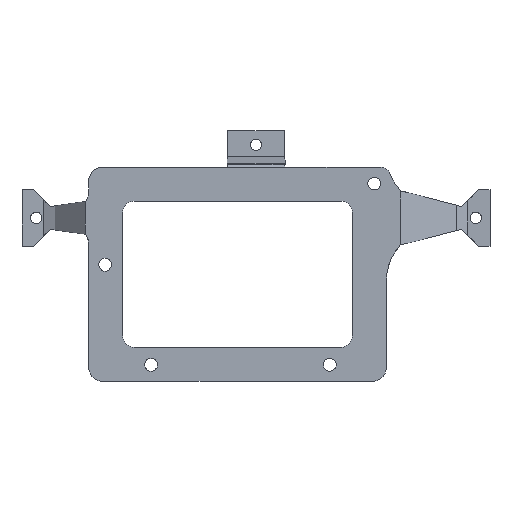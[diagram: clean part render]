
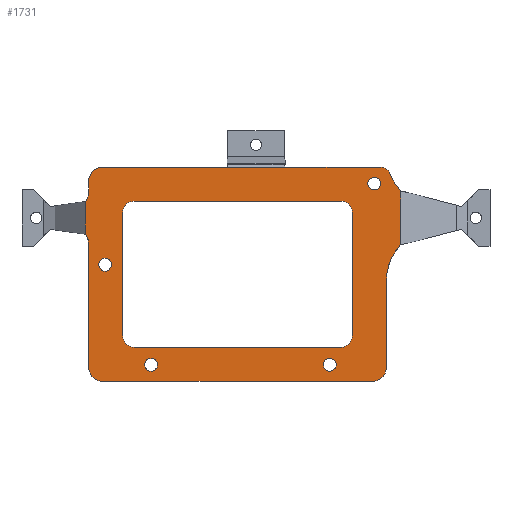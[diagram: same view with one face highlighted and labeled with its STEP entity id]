
A CAD part, top view. The second image highlights one B-rep face of the part: STEP entity #1731.
In plain terms, the highlighted planar face has unit normal (0, 0, 1).
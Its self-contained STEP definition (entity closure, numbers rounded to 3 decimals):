
#25=CIRCLE('',#1777,3.524);
#39=CIRCLE('',#1797,18.);
#40=CIRCLE('',#1799,18.);
#43=CIRCLE('',#1824,2.25);
#45=CIRCLE('',#1827,2.25);
#47=CIRCLE('',#1830,2.25);
#49=CIRCLE('',#1833,2.25);
#56=CIRCLE('',#1848,5.);
#57=CIRCLE('',#1851,5.);
#58=CIRCLE('',#1855,5.);
#59=CIRCLE('',#1858,4.);
#60=CIRCLE('',#1861,4.);
#61=CIRCLE('',#1864,4.);
#62=CIRCLE('',#1867,4.);
#63=CIRCLE('',#1877,5.);
#64=CIRCLE('',#1879,5.);
#106=FACE_BOUND('',#306,.T.);
#107=FACE_BOUND('',#307,.T.);
#108=FACE_BOUND('',#308,.T.);
#109=FACE_BOUND('',#309,.T.);
#110=FACE_BOUND('',#310,.T.);
#199=FACE_OUTER_BOUND('',#305,.T.);
#305=EDGE_LOOP('',(#1521,#1522,#1523,#1524,#1525,#1526,#1527,#1528,#1529,
#1530,#1531,#1532,#1533,#1534,#1535,#1536,#1537));
#306=EDGE_LOOP('',(#1538));
#307=EDGE_LOOP('',(#1539));
#308=EDGE_LOOP('',(#1540,#1541,#1542,#1543,#1544,#1545,#1546,#1547));
#309=EDGE_LOOP('',(#1548));
#310=EDGE_LOOP('',(#1549));
#361=LINE('',#2471,#549);
#371=LINE('',#2491,#559);
#379=LINE('',#2507,#567);
#426=LINE('',#2642,#614);
#435=LINE('',#2673,#623);
#447=LINE('',#2729,#635);
#454=LINE('',#2746,#642);
#457=LINE('',#2754,#645);
#460=LINE('',#2762,#648);
#463=LINE('',#2770,#651);
#464=LINE('',#2775,#652);
#466=LINE('',#2779,#654);
#474=LINE('',#2797,#662);
#549=VECTOR('',#1971,10.);
#559=VECTOR('',#1991,10.);
#567=VECTOR('',#2007,10.);
#614=VECTOR('',#2128,10.);
#623=VECTOR('',#2159,10.);
#635=VECTOR('',#2225,10.);
#642=VECTOR('',#2246,10.);
#645=VECTOR('',#2255,10.);
#648=VECTOR('',#2264,10.);
#651=VECTOR('',#2273,10.);
#652=VECTOR('',#2282,10.);
#654=VECTOR('',#2286,10.);
#662=VECTOR('',#2298,10.);
#719=VERTEX_POINT('',#2453);
#725=VERTEX_POINT('',#2469);
#729=VERTEX_POINT('',#2483);
#734=VERTEX_POINT('',#2506);
#737=VERTEX_POINT('',#2514);
#765=VERTEX_POINT('',#2576);
#766=VERTEX_POINT('',#2580);
#767=VERTEX_POINT('',#2582);
#795=VERTEX_POINT('',#2669);
#796=VERTEX_POINT('',#2671);
#797=VERTEX_POINT('',#2675);
#799=VERTEX_POINT('',#2681);
#801=VERTEX_POINT('',#2687);
#803=VERTEX_POINT('',#2693);
#811=VERTEX_POINT('',#2721);
#812=VERTEX_POINT('',#2723);
#813=VERTEX_POINT('',#2727);
#814=VERTEX_POINT('',#2738);
#815=VERTEX_POINT('',#2742);
#816=VERTEX_POINT('',#2744);
#817=VERTEX_POINT('',#2748);
#818=VERTEX_POINT('',#2752);
#819=VERTEX_POINT('',#2756);
#820=VERTEX_POINT('',#2760);
#821=VERTEX_POINT('',#2764);
#822=VERTEX_POINT('',#2768);
#823=VERTEX_POINT('',#2777);
#830=VERTEX_POINT('',#2794);
#831=VERTEX_POINT('',#2796);
#892=EDGE_CURVE('',#725,#719,#361,.T.);
#902=EDGE_CURVE('',#719,#729,#371,.T.);
#910=EDGE_CURVE('',#729,#734,#379,.T.);
#914=EDGE_CURVE('',#734,#737,#25,.T.);
#945=EDGE_CURVE('',#737,#765,#39,.T.);
#948=EDGE_CURVE('',#766,#767,#40,.T.);
#979=EDGE_CURVE('',#766,#765,#426,.T.);
#994=EDGE_CURVE('',#796,#795,#435,.T.);
#995=EDGE_CURVE('',#797,#797,#43,.T.);
#998=EDGE_CURVE('',#799,#799,#45,.T.);
#1001=EDGE_CURVE('',#801,#801,#47,.T.);
#1004=EDGE_CURVE('',#803,#803,#49,.T.);
#1017=EDGE_CURVE('',#811,#812,#56,.T.);
#1020=EDGE_CURVE('',#813,#812,#447,.T.);
#1021=EDGE_CURVE('',#813,#796,#57,.T.);
#1026=EDGE_CURVE('',#814,#725,#58,.T.);
#1029=EDGE_CURVE('',#816,#815,#454,.T.);
#1030=EDGE_CURVE('',#817,#816,#59,.T.);
#1033=EDGE_CURVE('',#818,#817,#457,.T.);
#1034=EDGE_CURVE('',#819,#818,#60,.T.);
#1037=EDGE_CURVE('',#820,#819,#460,.T.);
#1038=EDGE_CURVE('',#821,#820,#61,.T.);
#1041=EDGE_CURVE('',#822,#821,#463,.T.);
#1042=EDGE_CURVE('',#815,#822,#62,.T.);
#1043=EDGE_CURVE('',#811,#767,#464,.T.);
#1045=EDGE_CURVE('',#823,#814,#466,.T.);
#1053=EDGE_CURVE('',#831,#830,#474,.T.);
#1062=EDGE_CURVE('',#831,#823,#63,.T.);
#1063=EDGE_CURVE('',#795,#830,#64,.T.);
#1521=ORIENTED_EDGE('',*,*,#914,.F.);
#1522=ORIENTED_EDGE('',*,*,#910,.F.);
#1523=ORIENTED_EDGE('',*,*,#902,.F.);
#1524=ORIENTED_EDGE('',*,*,#892,.F.);
#1525=ORIENTED_EDGE('',*,*,#1026,.F.);
#1526=ORIENTED_EDGE('',*,*,#1045,.F.);
#1527=ORIENTED_EDGE('',*,*,#1062,.F.);
#1528=ORIENTED_EDGE('',*,*,#1053,.T.);
#1529=ORIENTED_EDGE('',*,*,#1063,.F.);
#1530=ORIENTED_EDGE('',*,*,#994,.F.);
#1531=ORIENTED_EDGE('',*,*,#1021,.F.);
#1532=ORIENTED_EDGE('',*,*,#1020,.T.);
#1533=ORIENTED_EDGE('',*,*,#1017,.F.);
#1534=ORIENTED_EDGE('',*,*,#1043,.T.);
#1535=ORIENTED_EDGE('',*,*,#948,.F.);
#1536=ORIENTED_EDGE('',*,*,#979,.T.);
#1537=ORIENTED_EDGE('',*,*,#945,.F.);
#1538=ORIENTED_EDGE('',*,*,#998,.F.);
#1539=ORIENTED_EDGE('',*,*,#995,.F.);
#1540=ORIENTED_EDGE('',*,*,#1030,.F.);
#1541=ORIENTED_EDGE('',*,*,#1033,.F.);
#1542=ORIENTED_EDGE('',*,*,#1034,.F.);
#1543=ORIENTED_EDGE('',*,*,#1037,.F.);
#1544=ORIENTED_EDGE('',*,*,#1038,.F.);
#1545=ORIENTED_EDGE('',*,*,#1041,.F.);
#1546=ORIENTED_EDGE('',*,*,#1042,.F.);
#1547=ORIENTED_EDGE('',*,*,#1029,.F.);
#1548=ORIENTED_EDGE('',*,*,#1004,.F.);
#1549=ORIENTED_EDGE('',*,*,#1001,.F.);
#1639=PLANE('',#1890);
#1731=ADVANCED_FACE('',(#199,#106,#107,#108,#109,#110),#1639,.F.);
#1777=AXIS2_PLACEMENT_3D('',#2515,#2014,#2015);
#1797=AXIS2_PLACEMENT_3D('',#2577,#2068,#2069);
#1799=AXIS2_PLACEMENT_3D('',#2583,#2074,#2075);
#1824=AXIS2_PLACEMENT_3D('',#2676,#2162,#2163);
#1827=AXIS2_PLACEMENT_3D('',#2682,#2169,#2170);
#1830=AXIS2_PLACEMENT_3D('',#2688,#2176,#2177);
#1833=AXIS2_PLACEMENT_3D('',#2694,#2183,#2184);
#1848=AXIS2_PLACEMENT_3D('',#2724,#2219,#2220);
#1851=AXIS2_PLACEMENT_3D('',#2731,#2228,#2229);
#1855=AXIS2_PLACEMENT_3D('',#2740,#2240,#2241);
#1858=AXIS2_PLACEMENT_3D('',#2749,#2249,#2250);
#1861=AXIS2_PLACEMENT_3D('',#2757,#2258,#2259);
#1864=AXIS2_PLACEMENT_3D('',#2765,#2267,#2268);
#1867=AXIS2_PLACEMENT_3D('',#2772,#2276,#2277);
#1877=AXIS2_PLACEMENT_3D('',#2812,#2315,#2316);
#1879=AXIS2_PLACEMENT_3D('',#2814,#2319,#2320);
#1890=AXIS2_PLACEMENT_3D('',#2850,#2356,#2357);
#1971=DIRECTION('',(1.,0.,0.));
#1991=DIRECTION('',(1.,0.,0.));
#2007=DIRECTION('',(1.,0.,0.));
#2014=DIRECTION('center_axis',(0.,0.,-1.));
#2015=DIRECTION('ref_axis',(0.568,0.823,0.));
#2068=DIRECTION('center_axis',(0.,0.,1.));
#2069=DIRECTION('ref_axis',(-0.707,-0.707,0.));
#2074=DIRECTION('center_axis',(0.,0.,1.));
#2075=DIRECTION('ref_axis',(-0.707,0.707,0.));
#2128=DIRECTION('',(0.,1.,0.));
#2159=DIRECTION('',(0.,1.,0.));
#2162=DIRECTION('center_axis',(0.,0.,1.));
#2163=DIRECTION('ref_axis',(1.,0.,0.));
#2169=DIRECTION('center_axis',(0.,0.,1.));
#2170=DIRECTION('ref_axis',(1.,0.,0.));
#2176=DIRECTION('center_axis',(0.,0.,1.));
#2177=DIRECTION('ref_axis',(1.,0.,0.));
#2183=DIRECTION('center_axis',(0.,0.,1.));
#2184=DIRECTION('ref_axis',(1.,0.,0.));
#2219=DIRECTION('center_axis',(0.,0.,-1.));
#2220=DIRECTION('ref_axis',(0.707,-0.707,0.));
#2225=DIRECTION('',(1.,0.,0.));
#2228=DIRECTION('center_axis',(0.,0.,-1.));
#2229=DIRECTION('ref_axis',(-0.707,-0.707,0.));
#2240=DIRECTION('center_axis',(0.,0.,-1.));
#2241=DIRECTION('ref_axis',(-0.707,0.707,0.));
#2246=DIRECTION('',(0.,-1.,0.));
#2249=DIRECTION('center_axis',(0.,0.,1.));
#2250=DIRECTION('ref_axis',(-0.707,0.707,0.));
#2255=DIRECTION('',(-1.,0.,0.));
#2258=DIRECTION('center_axis',(0.,0.,1.));
#2259=DIRECTION('ref_axis',(0.707,0.707,0.));
#2264=DIRECTION('',(0.,1.,0.));
#2267=DIRECTION('center_axis',(0.,0.,1.));
#2268=DIRECTION('ref_axis',(0.707,-0.707,0.));
#2273=DIRECTION('',(1.,0.,0.));
#2276=DIRECTION('center_axis',(0.,0.,1.));
#2277=DIRECTION('ref_axis',(-0.707,-0.707,0.));
#2282=DIRECTION('',(0.,1.,0.));
#2286=DIRECTION('',(0.,1.,0.));
#2298=DIRECTION('',(0.,-1.,0.));
#2315=DIRECTION('center_axis',(0.,0.,1.));
#2316=DIRECTION('ref_axis',(0.707,-0.707,0.));
#2319=DIRECTION('center_axis',(0.,0.,1.));
#2320=DIRECTION('ref_axis',(0.707,0.707,0.));
#2356=DIRECTION('center_axis',(0.,0.,-1.));
#2357=DIRECTION('ref_axis',(1.,0.,0.));
#2453=CARTESIAN_POINT('',(-9.891,69.624,-166.));
#2469=CARTESIAN_POINT('',(-54.,69.624,-166.));
#2471=CARTESIAN_POINT('',(0.,69.624,-166.));
#2483=CARTESIAN_POINT('',(10.098,69.624,-166.));
#2491=CARTESIAN_POINT('',(0.,69.624,-166.));
#2506=CARTESIAN_POINT('',(43.881,69.624,-166.));
#2507=CARTESIAN_POINT('',(0.,69.624,-166.));
#2514=CARTESIAN_POINT('',(47.175,67.352,-166.));
#2515=CARTESIAN_POINT('Origin',(43.881,66.1,-166.));
#2576=CARTESIAN_POINT('',(51.035,61.263,-166.));
#2577=CARTESIAN_POINT('Origin',(64.,73.75,-166.));
#2580=CARTESIAN_POINT('',(51.035,42.237,-166.));
#2582=CARTESIAN_POINT('',(46.,29.75,-166.));
#2583=CARTESIAN_POINT('Origin',(64.,29.75,-166.));
#2642=CARTESIAN_POINT('',(51.035,53.247,-166.));
#2669=CARTESIAN_POINT('',(-59.,42.75,-166.));
#2671=CARTESIAN_POINT('',(-59.,-0.876,-166.));
#2673=CARTESIAN_POINT('',(-59.,13.001,-166.));
#2675=CARTESIAN_POINT('',(-55.45,35.224,-166.));
#2676=CARTESIAN_POINT('Origin',(-53.2,35.224,-166.));
#2681=CARTESIAN_POINT('',(-39.25,-0.076,-166.));
#2682=CARTESIAN_POINT('Origin',(-37.,-0.076,-166.));
#2687=CARTESIAN_POINT('',(23.75,-0.076,-166.));
#2688=CARTESIAN_POINT('Origin',(26.,-0.076,-166.));
#2693=CARTESIAN_POINT('',(39.45,63.824,-166.));
#2694=CARTESIAN_POINT('Origin',(41.7,63.824,-166.));
#2721=CARTESIAN_POINT('',(46.,-0.876,-166.));
#2723=CARTESIAN_POINT('',(41.,-5.876,-166.));
#2724=CARTESIAN_POINT('Origin',(41.,-0.876,-166.));
#2727=CARTESIAN_POINT('',(-54.,-5.876,-166.));
#2729=CARTESIAN_POINT('',(-59.,-5.876,-166.));
#2731=CARTESIAN_POINT('Origin',(-54.,-0.876,-166.));
#2738=CARTESIAN_POINT('',(-59.,64.624,-166.));
#2740=CARTESIAN_POINT('Origin',(-54.,64.624,-166.));
#2742=CARTESIAN_POINT('',(-47.,10.124,-166.));
#2744=CARTESIAN_POINT('',(-47.,53.624,-166.));
#2746=CARTESIAN_POINT('',(-47.,57.624,-166.));
#2748=CARTESIAN_POINT('',(-43.,57.624,-166.));
#2749=CARTESIAN_POINT('Origin',(-43.,53.624,-166.));
#2752=CARTESIAN_POINT('',(30.,57.624,-166.));
#2754=CARTESIAN_POINT('',(34.,57.624,-166.));
#2756=CARTESIAN_POINT('',(34.,53.624,-166.));
#2757=CARTESIAN_POINT('Origin',(30.,53.624,-166.));
#2760=CARTESIAN_POINT('',(34.,10.124,-166.));
#2762=CARTESIAN_POINT('',(34.,6.124,-166.));
#2764=CARTESIAN_POINT('',(30.,6.124,-166.));
#2765=CARTESIAN_POINT('Origin',(30.,10.124,-166.));
#2768=CARTESIAN_POINT('',(-43.,6.124,-166.));
#2770=CARTESIAN_POINT('',(-47.,6.124,-166.));
#2772=CARTESIAN_POINT('Origin',(-43.,10.124,-166.));
#2775=CARTESIAN_POINT('',(46.,-5.876,-166.));
#2777=CARTESIAN_POINT('',(-59.,60.75,-166.));
#2779=CARTESIAN_POINT('',(-59.,13.001,-166.));
#2794=CARTESIAN_POINT('',(-60.173,45.968,-166.));
#2796=CARTESIAN_POINT('',(-60.173,57.532,-166.));
#2797=CARTESIAN_POINT('',(-60.173,43.247,-166.));
#2812=CARTESIAN_POINT('Origin',(-64.,60.75,-166.));
#2814=CARTESIAN_POINT('Origin',(-64.,42.75,-166.));
#2850=CARTESIAN_POINT('Origin',(0.,44.745,-166.));
